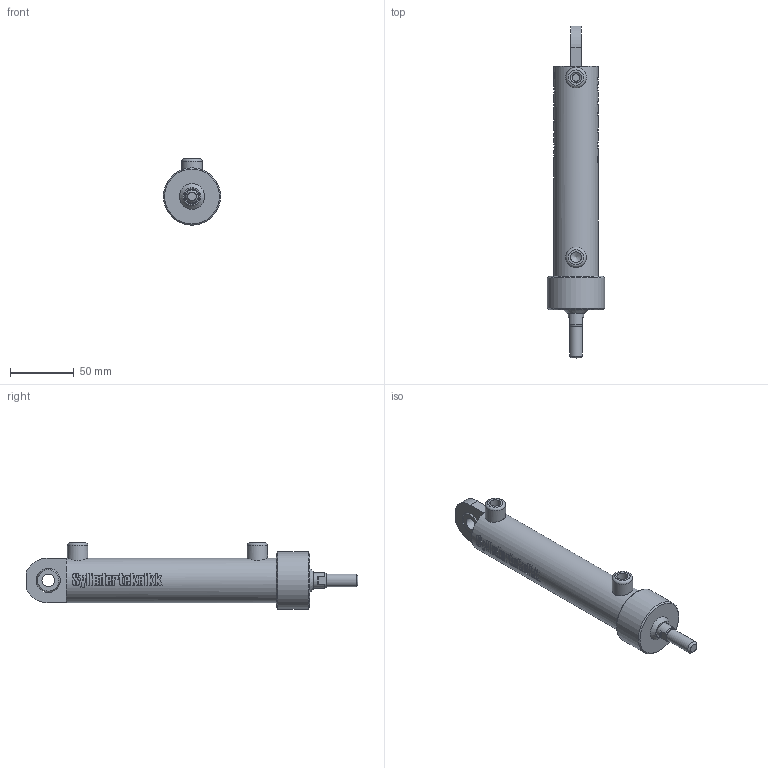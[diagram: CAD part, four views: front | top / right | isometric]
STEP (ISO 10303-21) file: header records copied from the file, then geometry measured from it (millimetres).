
FILE_DESCRIPTION((''),'2;1');
FILE_NAME('DVLG25_12.stp','2010-01-26T13:58:07',('tribel'),(''),'Autodesk Inventor 2009','Autodesk Inventor 2009','');
FILE_SCHEMA(('AUTOMOTIVE_DESIGN { 1 0 10303 214 1 1 1 1 }'));
Length unit declared in the file: millimetre
Products named in the file (5): DVLG25_12; DVLG25_12_body; DVLG25_12_stang; DVLG25_12_Parameters; Lager10
Assembly tree (4 placements, depth 2):
  DVLG25_12
    DVLG25_12_body
    DVLG25_12_stang
    DVLG25_12_Parameters
    Lager10
Bounding box: 45 x 260.5 x 52 mm (x, y, z)
Volume: 163322.5 mm3; surface area: 54075.6 mm2
Topology: 3 solids, 4 shells, 483 faces, 1280 edges, 849 vertices
Faces by surface type: plane 268, bspline 148, cylinder 53, cone 8, torus 4, sphere 2
Full cylindrical faces by diameter (mm): 10 x2, 12 x2, 16 x2, 19 x1, 25 x2, 35 x1, 45 x1
Entity records: 45096 total; most frequent: CARTESIAN_POINT 34346, ORIENTED_EDGE 2476, DIRECTION 1616, EDGE_CURVE 1240, VERTEX_POINT 838, EDGE_LOOP 561, AXIS2_PLACEMENT_3D 549, VECTOR 518
